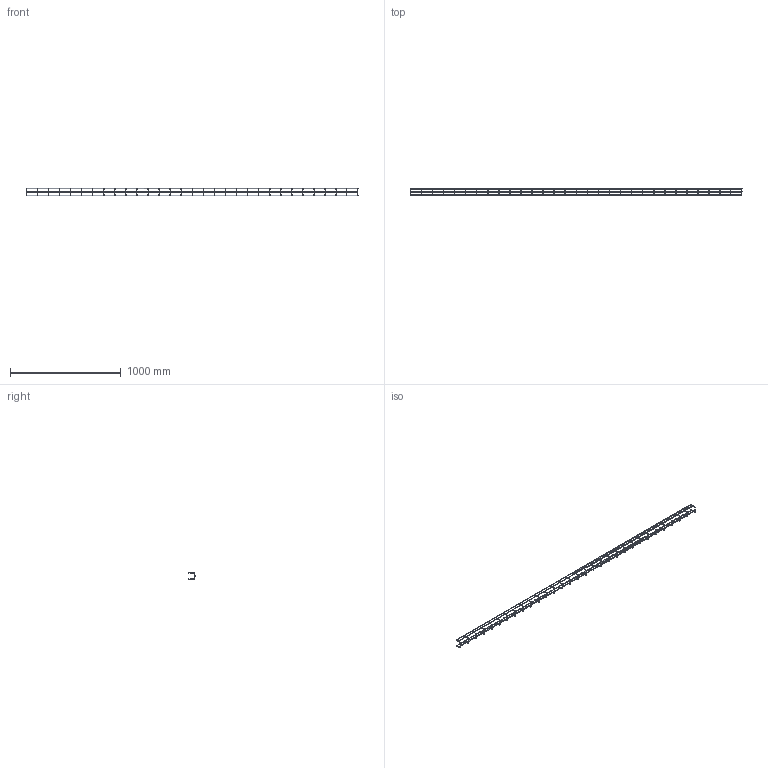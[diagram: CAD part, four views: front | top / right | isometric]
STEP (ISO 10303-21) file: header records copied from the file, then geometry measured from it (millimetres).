
FILE_DESCRIPTION (( 'STEP AP214' ), '1' );
FILE_NAME ('LCM550-BLK_3D.step', '2024-04-19T22:04:44', ( '' ), ( '' ), 'SwSTEP 2.0', 'SolidWorks 2022', '' );
FILE_SCHEMA (( 'AUTOMOTIVE_DESIGN' ));
Length unit declared in the file: millimetre
Products named in the file (1): LCM550-BLK_3D
Bounding box: 3000 x 59.99 x 70 mm (x, y, z)
Volume: 387765.1 mm3; surface area: 311707.5 mm2
Topology: 36 solids, 36 shells, 392 faces, 712 edges, 392 vertices
Faces by surface type: cylinder 196, torus 124, plane 72
Entity records: 9773 total; most frequent: CARTESIAN_POINT 1929, DIRECTION 1726, ORIENTED_EDGE 1424, AXIS2_PLACEMENT_3D 765, EDGE_CURVE 712, VERTEX_POINT 392, ADVANCED_FACE 392, EDGE_LOOP 392
